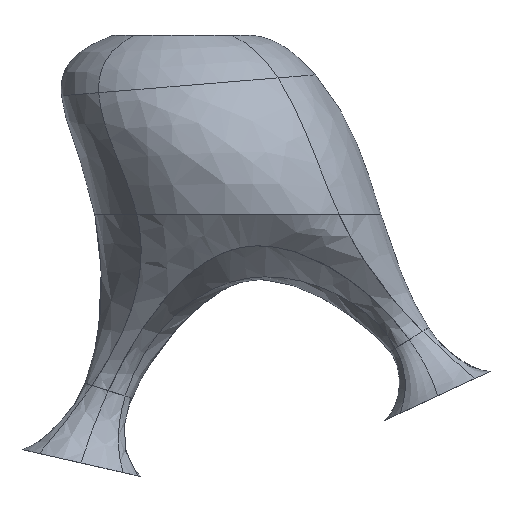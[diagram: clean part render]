
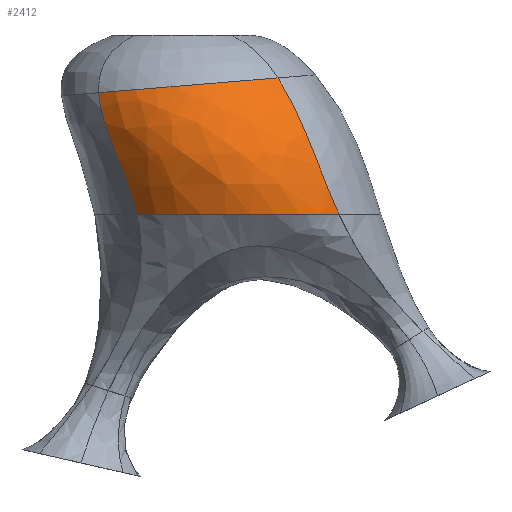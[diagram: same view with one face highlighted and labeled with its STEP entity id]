
A CAD part, front view. The second image highlights one B-rep face of the part: STEP entity #2412.
In plain terms, the highlighted free-form (B-spline) face has degree [3, 3] with [11, 5] control points.
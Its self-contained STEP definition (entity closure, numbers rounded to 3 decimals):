
#13 = CARTESIAN_POINT ( 'NONE',  ( -53.929, -67.944, -30.932 ) ) ;
#54 = CARTESIAN_POINT ( 'NONE',  ( -52.371, -82.661, -53.788 ) ) ;
#108 = CARTESIAN_POINT ( 'NONE',  ( -77.376, -51.669, -32.866 ) ) ;
#155 = ORIENTED_EDGE ( 'NONE', *, *, #2148, .T. ) ;
#292 = CARTESIAN_POINT ( 'NONE',  ( -60.576, -63.864, -81.404 ) ) ;
#393 = CARTESIAN_POINT ( 'NONE',  ( 50.416, -67.952, -80.277 ) ) ;
#512 = DIRECTION ( 'NONE',  ( 0., 0., 1. ) ) ;
#600 = CARTESIAN_POINT ( 'NONE',  ( -29.079, -76.389, -102.625 ) ) ;
#683 = CARTESIAN_POINT ( 'NONE',  ( -21.691, -90.245, -51.143 ) ) ;
#733 = CARTESIAN_POINT ( 'NONE',  ( 27.06, -52.917, -26.585 ) ) ;
#960 = CARTESIAN_POINT ( 'NONE',  ( -77.279, -52.615, -34.972 ) ) ;
#1101 = CARTESIAN_POINT ( 'NONE',  ( 46.491, -71.881, -80.374 ) ) ;
#1140 = B_SPLINE_CURVE_WITH_KNOTS ( 'NONE', 3,
 ( #1397, #733, #3269, #2024, #4547 ),
 .UNSPECIFIED., .F., .F.,
 ( 4, 1, 4 ),
 ( 0., 0.1, 1. ),
 .UNSPECIFIED. ) ;
#1183 = CARTESIAN_POINT ( 'NONE',  ( 36.529, -68.275, -49.848 ) ) ;
#1262 = CARTESIAN_POINT ( 'NONE',  ( 24.275, -86.421, -80.297 ) ) ;
#1346 = CARTESIAN_POINT ( 'NONE',  ( -67.366, -61.495, -33.903 ) ) ;
#1377 = CARTESIAN_POINT ( 'NONE',  ( 25.613, -51.669, -24.372 ) ) ;
#1397 = CARTESIAN_POINT ( 'NONE',  ( 25.613, -51.669, -24.372 ) ) ;
#1569 = VERTEX_POINT ( 'NONE', #108 ) ;
#1686 = CARTESIAN_POINT ( 'NONE',  ( 11.478, -83.199, -50.193 ) ) ;
#1768 = CARTESIAN_POINT ( 'NONE',  ( 41.003, -64.642, -49.632 ) ) ;
#1786 = EDGE_CURVE ( 'NONE', #6046, #7733, #1140, .T. ) ;
#1850 = CARTESIAN_POINT ( 'NONE',  ( -55.529, -58.091, -102.625 ) ) ;
#1931 = CARTESIAN_POINT ( 'NONE',  ( -74.881, -61.468, -56.443 ) ) ;
#2024 = CARTESIAN_POINT ( 'NONE',  ( 50.416, -67.952, -80.277 ) ) ;
#2038 = CARTESIAN_POINT ( 'NONE',  ( -55.529, -58.091, -102.625 ) ) ;
#2148 = EDGE_CURVE ( 'NONE', #6046, #1569, #2197, .T. ) ;
#2197 = CIRCLE ( 'NONE', #6827, 73.071 ) ;
#2314 = CARTESIAN_POINT ( 'NONE',  ( 38.124, -78.858, -80.451 ) ) ;
#2395 = CARTESIAN_POINT ( 'NONE',  ( 15.284, -62.855, -27.277 ) ) ;
#2412 = ADVANCED_FACE ( 'NONE', ( #2935 ), #6077, .T. ) ;
#2515 = CARTESIAN_POINT ( 'NONE',  ( -66.601, -61.148, -31.977 ) ) ;
#2553 = CARTESIAN_POINT ( 'NONE',  ( -64.852, -73.511, -55.346 ) ) ;
#2597 = CARTESIAN_POINT ( 'NONE',  ( 9.452, -90.692, -80.162 ) ) ;
#2640 = CARTESIAN_POINT ( 'NONE',  ( 34.204, -76.389, -102.625 ) ) ;
#2935 = FACE_OUTER_BOUND ( 'NONE', #5652, .T. ) ;
#3017 = CARTESIAN_POINT ( 'NONE',  ( 25.613, -51.669, -24.372 ) ) ;
#3096 = CARTESIAN_POINT ( 'NONE',  ( -11.792, -73.743, -29.346 ) ) ;
#3218 = CARTESIAN_POINT ( 'NONE',  ( -51.727, -61.893, -102.625 ) ) ;
#3269 = CARTESIAN_POINT ( 'NONE',  ( 41.003, -64.642, -49.632 ) ) ;
#3639 = CARTESIAN_POINT ( 'NONE',  ( 14.838, -61.148, -25.261 ) ) ;
#3800 = CARTESIAN_POINT ( 'NONE',  ( 2.562, -82.683, -102.625 ) ) ;
#3839 = CARTESIAN_POINT ( 'NONE',  ( -71.786, -65.77, -56.083 ) ) ;
#3882 = CARTESIAN_POINT ( 'NONE',  ( -26.385, -74.973, -30.534 ) ) ;
#3925 = CARTESIAN_POINT ( 'NONE',  ( -11.582, -72.129, -27.44 ) ) ;
#4175 = CARTESIAN_POINT ( 'NONE',  ( 22.243, -55.051, -24.65 ) ) ;
#4376 = CARTESIAN_POINT ( 'NONE',  ( -13.568, -81.094, -102.625 ) ) ;
#4416 = CARTESIAN_POINT ( 'NONE',  ( -5.013, -88.435, -50.466 ) ) ;
#4497 = CARTESIAN_POINT ( 'NONE',  ( -5.824, -91.53, -80.164 ) ) ;
#4538 = CARTESIAN_POINT ( 'NONE',  ( -35.482, -83.183, -80.727 ) ) ;
#4547 = CARTESIAN_POINT ( 'NONE',  ( 60.653, -58.091, -102.625 ) ) ;
#4813 = CARTESIAN_POINT ( 'NONE',  ( -74.881, -61.468, -56.443 ) ) ;
#4829 = CARTESIAN_POINT ( 'NONE',  ( 48.499, -68.748, -102.625 ) ) ;
#4911 = CARTESIAN_POINT ( 'NONE',  ( 2.167, -67.944, -26.306 ) ) ;
#4952 = CARTESIAN_POINT ( 'NONE',  ( 60.653, -58.091, -102.625 ) ) ;
#4988 = CARTESIAN_POINT ( 'NONE',  ( 60.653, -58.091, -102.625 ) ) ;
#4995 = CARTESIAN_POINT ( 'NONE',  ( -48.797, -74.63, -81.144 ) ) ;
#5035 = CARTESIAN_POINT ( 'NONE',  ( -40.899, -73.259, -31.74 ) ) ;
#5119 = CARTESIAN_POINT ( 'NONE',  ( -37.744, -88.33, -52.293 ) ) ;
#5160 = CARTESIAN_POINT ( 'NONE',  ( -74.722, -55.256, -34.714 ) ) ;
#5360 = DIRECTION ( 'NONE',  ( 1., 0., 0. ) ) ;
#5372 = CIRCLE ( 'NONE', #7498, 82.153 ) ;
#5394 = CARTESIAN_POINT ( 'NONE',  ( -77.376, -51.669, -32.866 ) ) ;
#5615 = CARTESIAN_POINT ( 'NONE',  ( -20.989, -88.956, -80.365 ) ) ;
#5652 = EDGE_LOOP ( 'NONE', ( #155, #6807, #7914, #5859 ) ) ;
#5785 = CARTESIAN_POINT ( 'NONE',  ( -60.576, -63.864, -81.404 ) ) ;
#5859 = ORIENTED_EDGE ( 'NONE', *, *, #1786, .F. ) ;
#5957 = DIRECTION ( 'NONE',  ( 0.082, 0., -0.997 ) ) ;
#6046 = VERTEX_POINT ( 'NONE', #1377 ) ;
#6077 = B_SPLINE_SURFACE_WITH_KNOTS ( 'NONE', 3, 3, ( 
 ( #3017, #8115, #1768, #393, #4952 ),
 ( #4175, #7409, #1183, #1101, #6705 ),
 ( #3639, #2395, #7990, #2314, #4829 ),
 ( #4911, #7365, #1686, #1262, #2640 ),
 ( #3925, #3096, #4416, #2597, #7698 ),
 ( #6953, #3882, #683, #4497, #3800 ),
 ( #7035, #5035, #5119, #5615, #4376 ),
 ( #13, #6364, #54, #4538, #600 ),
 ( #2515, #1346, #2553, #4995, #7076 ),
 ( #8198, #5160, #3839, #7571, #3218 ),
 ( #6323, #6406, #1931, #5785, #1850 ) ),
 .UNSPECIFIED., .F., .F., .F.,
 ( 4, 1, 1, 1, 1, 1, 1, 1, 4 ),
 ( 4, 1, 4 ),
 ( 0., 0.125, 0.25, 0.375, 0.5, 0.625, 0.75, 0.875, 1. ),
 ( 0., 0.1, 1. ),
 .UNSPECIFIED. ) ;
#6323 = CARTESIAN_POINT ( 'NONE',  ( -77.376, -51.669, -32.866 ) ) ;
#6364 = CARTESIAN_POINT ( 'NONE',  ( -54.74, -68.688, -32.884 ) ) ;
#6406 = CARTESIAN_POINT ( 'NONE',  ( -77.279, -52.615, -34.972 ) ) ;
#6498 = DIRECTION ( 'NONE',  ( -0.997, 0., -0.082 ) ) ;
#6562 = B_SPLINE_CURVE_WITH_KNOTS ( 'NONE', 3,
 ( #5394, #960, #4813, #292, #7268 ),
 .UNSPECIFIED., .F., .F.,
 ( 4, 1, 4 ),
 ( 0., 0.1, 1. ),
 .UNSPECIFIED. ) ;
#6705 = CARTESIAN_POINT ( 'NONE',  ( 56.851, -61.893, -102.625 ) ) ;
#6807 = ORIENTED_EDGE ( 'NONE', *, *, #8027, .T. ) ;
#6827 = AXIS2_PLACEMENT_3D ( 'NONE', #7909, #5957, #6498 ) ;
#6953 = CARTESIAN_POINT ( 'NONE',  ( -25.881, -73.542, -28.619 ) ) ;
#7035 = CARTESIAN_POINT ( 'NONE',  ( -40.18, -72.129, -29.798 ) ) ;
#7076 = CARTESIAN_POINT ( 'NONE',  ( -43.374, -68.748, -102.625 ) ) ;
#7268 = CARTESIAN_POINT ( 'NONE',  ( -55.529, -58.091, -102.625 ) ) ;
#7365 = CARTESIAN_POINT ( 'NONE',  ( 2.282, -69.64, -28.244 ) ) ;
#7400 = CARTESIAN_POINT ( 'NONE',  ( 2.562, 0., -102.625 ) ) ;
#7409 = CARTESIAN_POINT ( 'NONE',  ( 23.031, -56.852, -26.903 ) ) ;
#7498 = AXIS2_PLACEMENT_3D ( 'NONE', #7400, #512, #5360 ) ;
#7571 = CARTESIAN_POINT ( 'NONE',  ( -56.813, -67.631, -81.311 ) ) ;
#7609 = EDGE_CURVE ( 'NONE', #8194, #7733, #5372, .T. ) ;
#7698 = CARTESIAN_POINT ( 'NONE',  ( 18.693, -81.094, -102.625 ) ) ;
#7733 = VERTEX_POINT ( 'NONE', #4988 ) ;
#7909 = CARTESIAN_POINT ( 'NONE',  ( -25.881, 0., -28.619 ) ) ;
#7914 = ORIENTED_EDGE ( 'NONE', *, *, #7609, .T. ) ;
#7990 = CARTESIAN_POINT ( 'NONE',  ( 27.036, -75.05, -50.125 ) ) ;
#8027 = EDGE_CURVE ( 'NONE', #1569, #8194, #6562, .T. ) ;
#8115 = CARTESIAN_POINT ( 'NONE',  ( 27.06, -52.917, -26.585 ) ) ;
#8194 = VERTEX_POINT ( 'NONE', #2038 ) ;
#8198 = CARTESIAN_POINT ( 'NONE',  ( -74.005, -55.051, -32.588 ) ) ;
